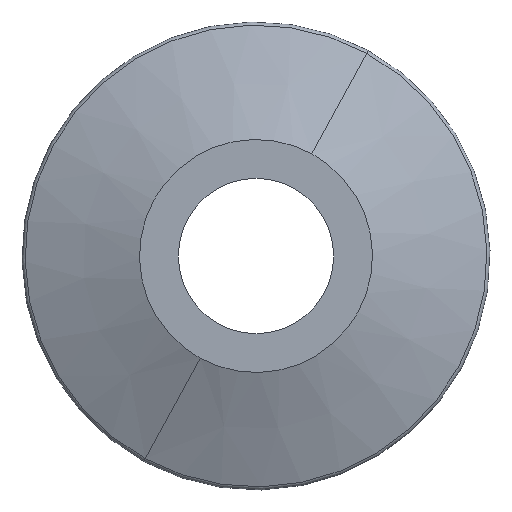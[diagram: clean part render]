
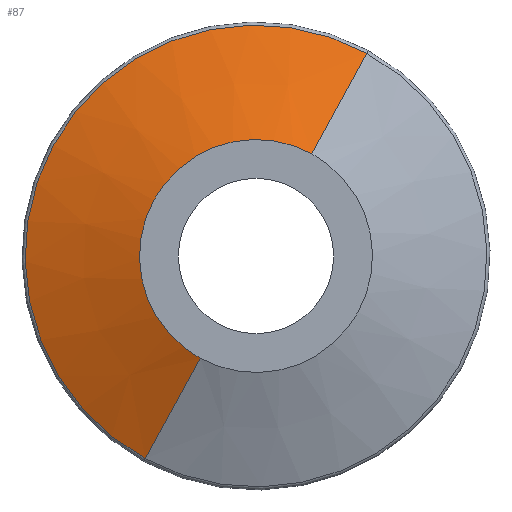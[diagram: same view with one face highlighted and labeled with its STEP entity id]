
A CAD part, front view. The second image highlights one B-rep face of the part: STEP entity #87.
In plain terms, the highlighted conical face has half-angle 68.962 degrees and reference radius 60 mm.
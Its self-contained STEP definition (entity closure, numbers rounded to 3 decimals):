
#87 = ADVANCED_FACE( '', ( #118 ), #119, .T. );
#118 = FACE_OUTER_BOUND( '', #152, .T. );
#119 = CONICAL_SURFACE( '', #153, 60., 1.204 );
#152 = EDGE_LOOP( '', ( #244, #245, #246, #247 ) );
#153 = AXIS2_PLACEMENT_3D( '', #248, #249, #250 );
#244 = ORIENTED_EDGE( '', *, *, #298, .F. );
#245 = ORIENTED_EDGE( '', *, *, #299, .T. );
#246 = ORIENTED_EDGE( '', *, *, #280, .T. );
#247 = ORIENTED_EDGE( '', *, *, #300, .F. );
#248 = CARTESIAN_POINT( '', ( 0., -25., 0. ) );
#249 = DIRECTION( '', ( 0., 1., 0. ) );
#250 = DIRECTION( '', ( 0.479, 0., 0.878 ) );
#280 = EDGE_CURVE( '', #320, #321, #322, .T. );
#298 = EDGE_CURVE( '', #346, #347, #348, .T. );
#299 = EDGE_CURVE( '', #346, #320, #349, .T. );
#300 = EDGE_CURVE( '', #347, #321, #350, .T. );
#320 = VERTEX_POINT( '', #374 );
#321 = VERTEX_POINT( '', #375 );
#322 = CIRCLE( '', #376, 60. );
#346 = VERTEX_POINT( '', #404 );
#347 = VERTEX_POINT( '', #405 );
#348 = CIRCLE( '', #406, 118.933 );
#349 = LINE( '', #407, #408 );
#350 = LINE( '', #409, #410 );
#374 = CARTESIAN_POINT( '', ( -28.766, -25., -52.655 ) );
#375 = CARTESIAN_POINT( '', ( 28.766, -25., 52.655 ) );
#376 = AXIS2_PLACEMENT_3D( '', #430, #431, #432 );
#404 = CARTESIAN_POINT( '', ( -57.02, -2.333, -104.374 ) );
#405 = CARTESIAN_POINT( '', ( 57.02, -2.333, 104.374 ) );
#406 = AXIS2_PLACEMENT_3D( '', #476, #477, #478 );
#407 = CARTESIAN_POINT( '', ( -42.893, -13.667, -78.514 ) );
#408 = VECTOR( '', #479, 1000. );
#409 = CARTESIAN_POINT( '', ( 42.893, -13.667, 78.514 ) );
#410 = VECTOR( '', #480, 1000. );
#430 = CARTESIAN_POINT( '', ( 0., -25., 0. ) );
#431 = DIRECTION( '', ( 0., 1., 0. ) );
#432 = DIRECTION( '', ( 1., 0., 0. ) );
#476 = CARTESIAN_POINT( '', ( 0., -2.333, 0. ) );
#477 = DIRECTION( '', ( 0., 1., 0. ) );
#478 = DIRECTION( '', ( 1., 0., 0. ) );
#479 = DIRECTION( '', ( 0.447, -0.359, 0.819 ) );
#480 = DIRECTION( '', ( -0.447, -0.359, -0.819 ) );
